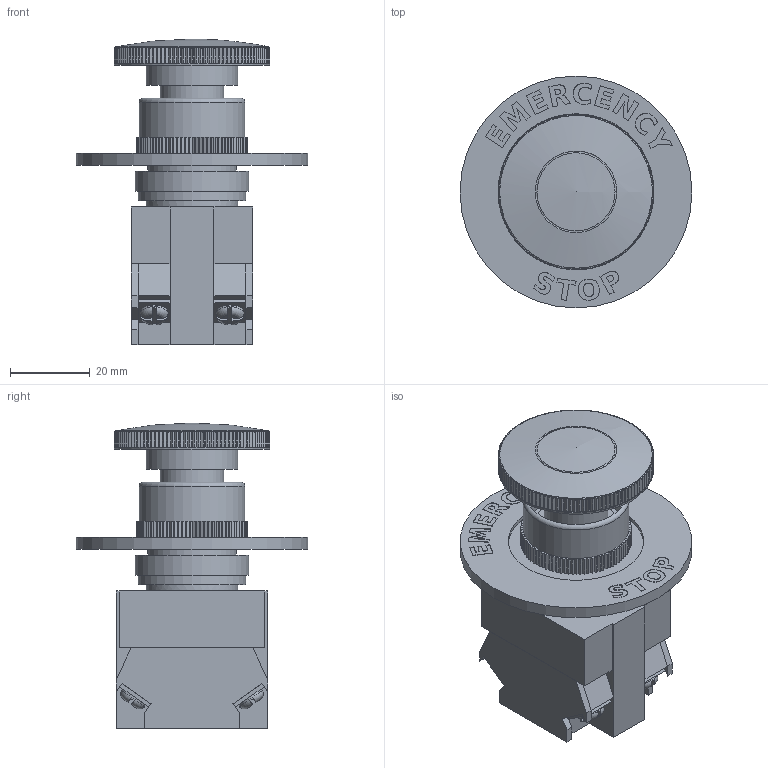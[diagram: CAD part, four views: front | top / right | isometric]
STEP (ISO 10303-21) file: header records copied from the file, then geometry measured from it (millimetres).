
FILE_DESCRIPTION(('FreeCAD Model'),'2;1');
FILE_NAME('EmergencyButtonLAY37_Disk.step','2017-09-12T16:38:23',('Author'),( ''),'Open CASCADE STEP processor 6.8','FreeCAD','Unknown');
FILE_SCHEMA(('AUTOMOTIVE_DESIGN_CC2 { 1 2 10303 214 -1 1 5 4 }'));
Length unit declared in the file: millimetre
Products named in the file (2): ASSEMBLY; EmergencyButton_LAY37
Assembly tree (1 placements, depth 2):
  ASSEMBLY
    EmergencyButton_LAY37
Bounding box: 58 x 58 x 76.5 mm (x, y, z)
Volume: 61987.2 mm3; surface area: 24892.5 mm2
Topology: 10 solids, 10 shells, 981 faces, 2785 edges, 1852 vertices
Faces by surface type: plane 659, bspline 210, cylinder 103, torus 6, sphere 3
Full cylindrical faces by diameter (mm): 7 x4, 16 x1, 22.2 x2, 23 x2, 24 x1, 24.5 x1, 26.5 x1, 27 x1, 28.5 x1, 34 x1, 35 x1, 39 x1, 58 x1
Entity records: 201177 total; most frequent: CARTESIAN_POINT 146517, DIRECTION 6210, ORIENTED_EDGE 5568, PCURVE 5568, DEFINITIONAL_REPRESENTATION 5568, LINE 4026, VECTOR 4026, B_SPLINE_CURVE_WITH_KNOTS 3827
